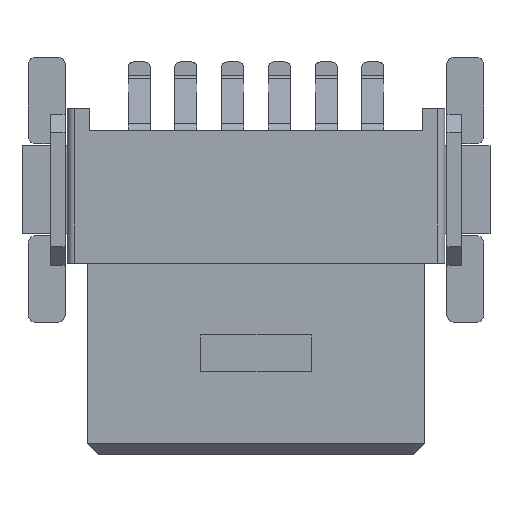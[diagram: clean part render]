
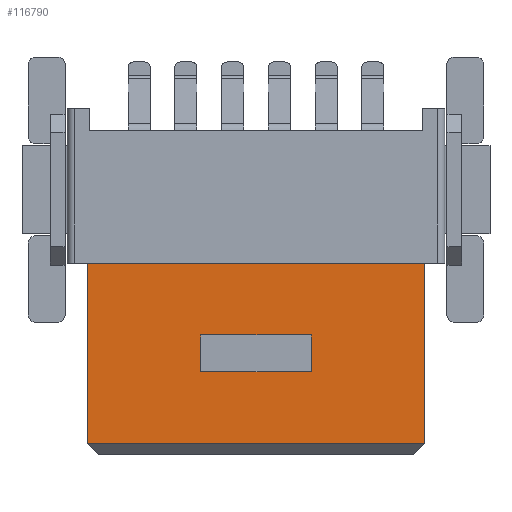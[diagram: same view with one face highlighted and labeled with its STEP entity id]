
A CAD part, top view. The second image highlights one B-rep face of the part: STEP entity #116790.
In plain terms, the highlighted face is planar.
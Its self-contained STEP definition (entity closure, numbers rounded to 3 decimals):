
#43850=CARTESIAN_POINT('',(-16.65,1.5,9.2));
#43860=VERTEX_POINT('',#43850);
#62900=CARTESIAN_POINT('',(-16.65,1.5,4.3));
#62910=VERTEX_POINT('',#62900);
#62940=CARTESIAN_POINT('',(-16.65,1.5,4.3));
#62950=DIRECTION('',(0.,0.,1.));
#62960=VECTOR('',#62950,1000.);
#62970=LINE('',#62940,#62960);
#62980=EDGE_CURVE('',#62910,#43860,#62970,.T.);
#114610=CARTESIAN_POINT('',(-7.48,1.5,4.3));
#114620=VERTEX_POINT('',#114610);
#114650=CARTESIAN_POINT('',(16.75,1.5,4.3));
#114660=DIRECTION('',(-1.,0.,0.));
#114670=VECTOR('',#114660,1000.);
#114680=LINE('',#114650,#114670);
#114690=EDGE_CURVE('',#114620,#62910,#114680,.T.);
#116220=CARTESIAN_POINT('',(-7.38,1.5,4.3));
#116230=DIRECTION('',(0.,1.,0.));
#116240=DIRECTION('',(0.,0.,1.));
#116250=AXIS2_PLACEMENT_3D('',#116220,#116230,#116240);
#116260=PLANE('',#116250);
#116270=CARTESIAN_POINT('',(-0.5,1.5,6.25));
#116280=DIRECTION('',(-1.,0.,0.));
#116290=VECTOR('',#116280,1.);
#116300=LINE('',#116270,#116290);
#116310=CARTESIAN_POINT('',(-10.565,1.5,6.25));
#116320=VERTEX_POINT('',#116310);
#116330=CARTESIAN_POINT('',(-13.565,1.5,6.25));
#116340=VERTEX_POINT('',#116330);
#116350=EDGE_CURVE('',#116320,#116340,#116300,.T.);
#116360=ORIENTED_EDGE('',*,*,#116350,.F.);
#116370=CARTESIAN_POINT('',(-13.565,1.5,0.));
#116380=DIRECTION('',(0.,0.,1.));
#116390=VECTOR('',#116380,1.);
#116400=LINE('',#116370,#116390);
#116410=CARTESIAN_POINT('',(-13.565,1.5,7.25));
#116420=VERTEX_POINT('',#116410);
#116430=EDGE_CURVE('',#116340,#116420,#116400,.T.);
#116440=ORIENTED_EDGE('',*,*,#116430,.F.);
#116450=CARTESIAN_POINT('',(-0.5,1.5,7.25));
#116460=DIRECTION('',(1.,0.,0.));
#116470=VECTOR('',#116460,1.);
#116480=LINE('',#116450,#116470);
#116490=CARTESIAN_POINT('',(-10.565,1.5,7.25));
#116500=VERTEX_POINT('',#116490);
#116510=EDGE_CURVE('',#116420,#116500,#116480,.T.);
#116520=ORIENTED_EDGE('',*,*,#116510,.F.);
#116530=CARTESIAN_POINT('',(-10.565,1.5,0.));
#116540=DIRECTION('',(0.,0.,-1.));
#116550=VECTOR('',#116540,1.);
#116560=LINE('',#116530,#116550);
#116570=EDGE_CURVE('',#116500,#116320,#116560,.T.);
#116580=ORIENTED_EDGE('',*,*,#116570,.F.);
#116590=EDGE_LOOP('',(#116580,#116520,#116440,#116360));
#116600=FACE_BOUND('',#116590,.T.);
#116610=ORIENTED_EDGE('',*,*,#62980,.T.);
#116620=ORIENTED_EDGE('',*,*,#114690,.T.);
#116630=CARTESIAN_POINT('',(-7.48,1.5,4.3));
#116640=DIRECTION('',(0.,0.,1.));
#116650=VECTOR('',#116640,1000.);
#116660=LINE('',#116630,#116650);
#116670=CARTESIAN_POINT('',(-7.48,1.5,9.2));
#116680=VERTEX_POINT('',#116670);
#116690=EDGE_CURVE('',#114620,#116680,#116660,.T.);
#116700=ORIENTED_EDGE('',*,*,#116690,.F.);
#116710=CARTESIAN_POINT('',(-7.38,1.5,9.2));
#116720=DIRECTION('',(1.,0.,0.));
#116730=VECTOR('',#116720,1000.);
#116740=LINE('',#116710,#116730);
#116750=EDGE_CURVE('',#43860,#116680,#116740,.T.);
#116760=ORIENTED_EDGE('',*,*,#116750,.T.);
#116770=EDGE_LOOP('',(#116760,#116700,#116620,#116610));
#116780=FACE_OUTER_BOUND('',#116770,.T.);
#116790=ADVANCED_FACE('',(#116600,#116780),#116260,.T.);
